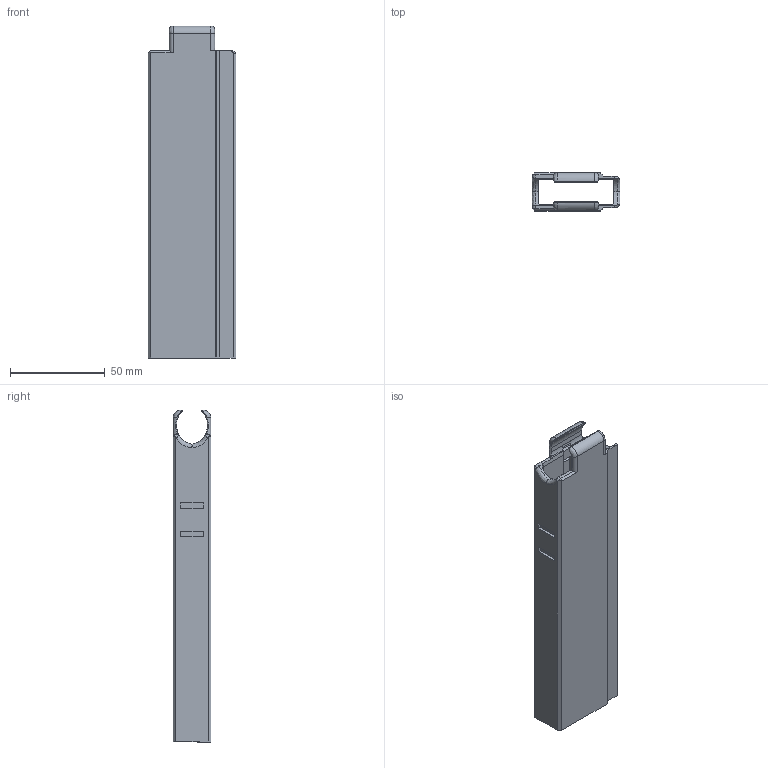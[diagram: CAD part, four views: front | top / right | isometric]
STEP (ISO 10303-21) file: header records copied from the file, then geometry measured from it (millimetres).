
FILE_DESCRIPTION (( 'STEP AP214' ), '1' );
FILE_NAME ('EZTalonBody.STEP', '2019-07-05T02:06:17', ( '' ), ( '' ), 'SwSTEP 2.0', 'SolidWorks 2017', '' );
FILE_SCHEMA (( 'AUTOMOTIVE_DESIGN' ));
Length unit declared in the file: millimetre
Products named in the file (1): EZTalonBody
Bounding box: 46.5 x 20 x 175.6 mm (x, y, z)
Volume: 53001.9 mm3; surface area: 40448.7 mm2
Topology: 1 solids, 1 shells, 175 faces, 459 edges, 288 vertices
Faces by surface type: bspline 79, plane 68, cylinder 22, cone 6
Entity records: 8768 total; most frequent: CARTESIAN_POINT 3585, ORIENTED_EDGE 918, DIRECTION 529, EDGE_CURVE 459, VERTEX_POINT 288, LINE 243, VECTOR 243, EDGE_LOOP 183
